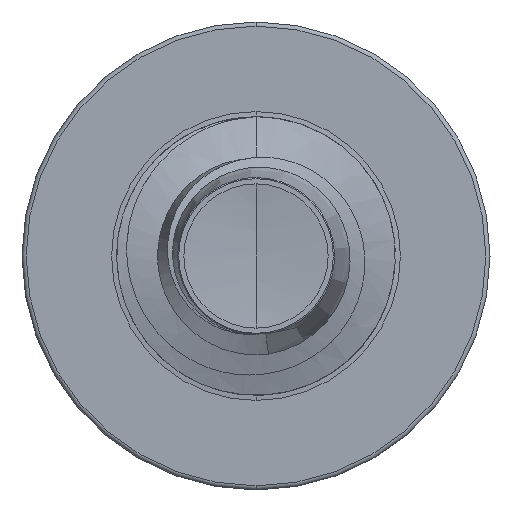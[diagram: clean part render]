
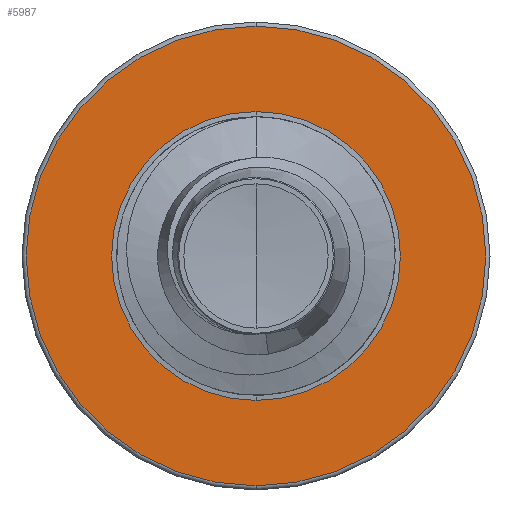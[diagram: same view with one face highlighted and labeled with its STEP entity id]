
A CAD part, front view. The second image highlights one B-rep face of the part: STEP entity #5987.
In plain terms, the highlighted planar face has unit normal (0, -1, 0).
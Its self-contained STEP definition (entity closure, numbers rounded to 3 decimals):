
#7 = CARTESIAN_POINT ( 'NONE',  ( 0., 4., 1.296 ) ) ;
#482 = EDGE_LOOP ( 'NONE', ( #7646, #3441 ) ) ;
#997 = DIRECTION ( 'NONE',  ( 0., 0., 1. ) ) ;
#1007 = DIRECTION ( 'NONE',  ( 0., 1., 0. ) ) ;
#1022 = CARTESIAN_POINT ( 'NONE',  ( 0., 4., 0. ) ) ;
#1060 = CARTESIAN_POINT ( 'NONE',  ( 0., 4., -1.296 ) ) ;
#2173 = FACE_BOUND ( 'NONE', #5596, .T. ) ;
#2850 = VERTEX_POINT ( 'NONE', #4236 ) ;
#3251 = EDGE_CURVE ( 'NONE', #10105, #9980, #3801, .T. ) ;
#3441 = ORIENTED_EDGE ( 'NONE', *, *, #10160, .F. ) ;
#3626 = CIRCLE ( 'NONE', #9194, 2.063 ) ;
#3710 = DIRECTION ( 'NONE',  ( 0., 0., 1. ) ) ;
#3722 = DIRECTION ( 'NONE',  ( 0., 1., 0. ) ) ;
#3724 = CARTESIAN_POINT ( 'NONE',  ( 0., 4., 0. ) ) ;
#3776 = CIRCLE ( 'NONE', #5709, 1.296 ) ;
#3801 = CIRCLE ( 'NONE', #8138, 1.296 ) ;
#4236 = CARTESIAN_POINT ( 'NONE',  ( 0., 4., 2.063 ) ) ;
#4534 = CARTESIAN_POINT ( 'NONE',  ( 0., 4., 0. ) ) ;
#4996 = CARTESIAN_POINT ( 'NONE',  ( 0., 4., -2.062 ) ) ;
#5462 = DIRECTION ( 'NONE',  ( 0., 0., 1. ) ) ;
#5596 = EDGE_LOOP ( 'NONE', ( #9823, #8623 ) ) ;
#5709 = AXIS2_PLACEMENT_3D ( 'NONE', #1022, #1007, #997 ) ;
#5987 = ADVANCED_FACE ( 'NONE', ( #7062, #2173 ), #9629, .F. ) ;
#7062 = FACE_OUTER_BOUND ( 'NONE', #482, .T. ) ;
#7316 = DIRECTION ( 'NONE',  ( 0., 0., 1. ) ) ;
#7332 = DIRECTION ( 'NONE',  ( 0., 1., 0. ) ) ;
#7356 = CARTESIAN_POINT ( 'NONE',  ( 0., 4., 0. ) ) ;
#7646 = ORIENTED_EDGE ( 'NONE', *, *, #7743, .F. ) ;
#7743 = EDGE_CURVE ( 'NONE', #2850, #8224, #8569, .T. ) ;
#8138 = AXIS2_PLACEMENT_3D ( 'NONE', #3724, #3722, #3710 ) ;
#8224 = VERTEX_POINT ( 'NONE', #4996 ) ;
#8569 = CIRCLE ( 'NONE', #8603, 2.063 ) ;
#8603 = AXIS2_PLACEMENT_3D ( 'NONE', #7356, #7332, #7316 ) ;
#8623 = ORIENTED_EDGE ( 'NONE', *, *, #3251, .T. ) ;
#8758 = AXIS2_PLACEMENT_3D ( 'NONE', #9632, #9604, #9595 ) ;
#9194 = AXIS2_PLACEMENT_3D ( 'NONE', #4534, #9779, #5462 ) ;
#9335 = EDGE_CURVE ( 'NONE', #9980, #10105, #3776, .T. ) ;
#9595 = DIRECTION ( 'NONE',  ( 0., 0., 1. ) ) ;
#9604 = DIRECTION ( 'NONE',  ( 0., 1., 0. ) ) ;
#9629 = PLANE ( 'NONE',  #8758 ) ;
#9632 = CARTESIAN_POINT ( 'NONE',  ( 0., 4., -1.296 ) ) ;
#9779 = DIRECTION ( 'NONE',  ( 0., 1., 0. ) ) ;
#9823 = ORIENTED_EDGE ( 'NONE', *, *, #9335, .T. ) ;
#9980 = VERTEX_POINT ( 'NONE', #7 ) ;
#10105 = VERTEX_POINT ( 'NONE', #1060 ) ;
#10160 = EDGE_CURVE ( 'NONE', #8224, #2850, #3626, .T. ) ;
